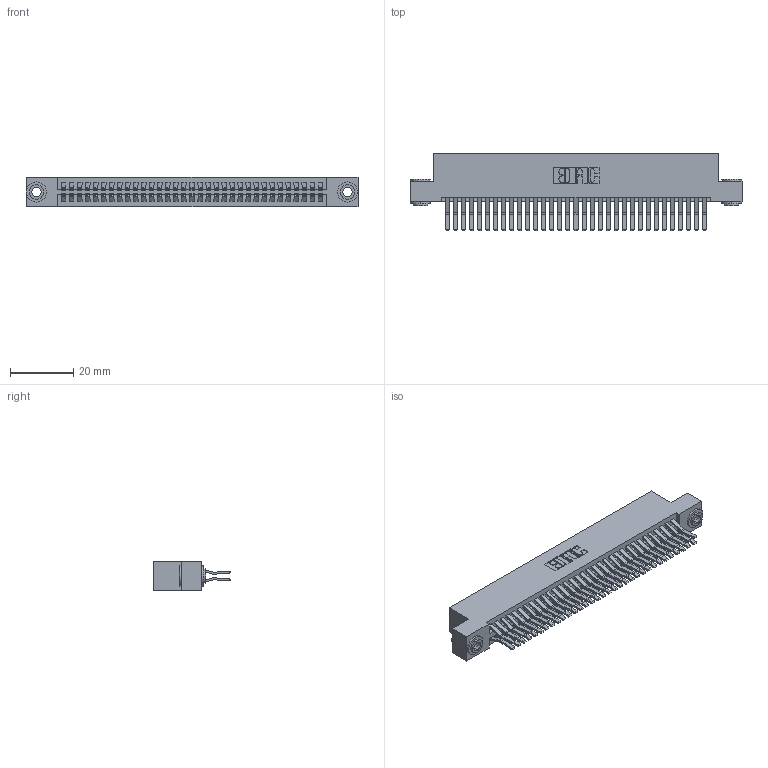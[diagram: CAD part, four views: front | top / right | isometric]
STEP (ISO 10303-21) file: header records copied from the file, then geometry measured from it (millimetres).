
FILE_DESCRIPTION (( 'STEP AP203' ), '1' );
FILE_NAME ('345-066-560-203.STEP', '2019-10-30T18:49:44', ( '' ), ( '' ), 'SwSTEP 2.0', 'SolidWorks 2016', '' );
FILE_SCHEMA (( 'CONFIG_CONTROL_DESIGN' ));
Length unit declared in the file: inch
Products named in the file (4): 345-250-002_345-250-002-102; 345-066-560-203; 345 Part_Flush Mounting Lugs - 0.156 Dia-TH; 345-292-001_560 Tail
Assembly tree (69 placements, depth 2):
  345-066-560-203
    345 Part_Flush Mounting Lugs - 0.156 Dia-TH
    345-292-001_560 Tail  x66
    345-250-002_345-250-002-102  x2
Bounding box: 105.03 x 24.45 x 9.4 mm (x, y, z)
Volume: 10571.1 mm3; surface area: 16769 mm2
Topology: 69 solids, 69 shells, 3596 faces, 10647 edges, 7006 vertices
Faces by surface type: plane 2268, cylinder 1320, cone 8
Entity records: 27842 total; most frequent: CARTESIAN_POINT 4651, ORIENTED_EDGE 4578, DIRECTION 4147, EDGE_CURVE 2289, VECTOR 1997, LINE 1997, VERTEX_POINT 1522, AXIS2_PLACEMENT_3D 1075
